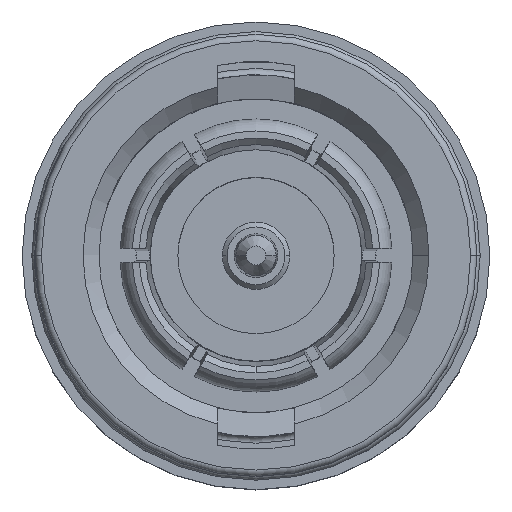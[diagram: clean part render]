
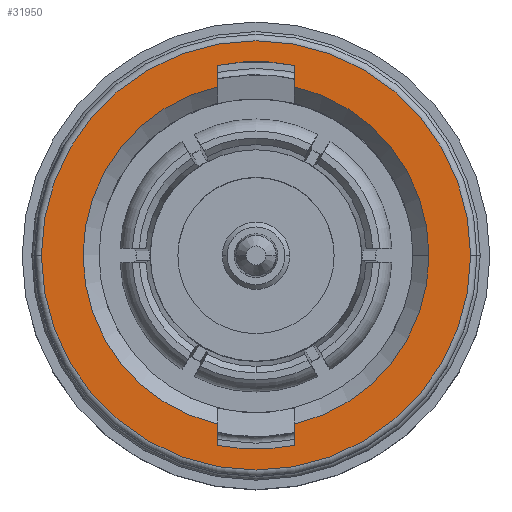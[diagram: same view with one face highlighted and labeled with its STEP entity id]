
A CAD part, top view. The second image highlights one B-rep face of the part: STEP entity #31950.
In plain terms, the highlighted planar face has unit normal (0, 0, 1).
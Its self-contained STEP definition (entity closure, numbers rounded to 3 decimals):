
#1251 = VERTEX_POINT ( 'NONE', #4824 ) ;
#1261 = VERTEX_POINT ( 'NONE', #4834 ) ;
#1325 = VERTEX_POINT ( 'NONE', #4898 ) ;
#1605 = CARTESIAN_POINT ( 'NONE',  ( 0., 0., 1.3 ) ) ;
#1606 = DIRECTION ( 'NONE',  ( 0., 0., 1. ) ) ;
#1607 = DIRECTION ( 'NONE',  ( 1., 0., 0. ) ) ;
#2043 = CIRCLE ( 'NONE', #2055, 5.4 ) ;
#2055 = AXIS2_PLACEMENT_3D ( 'NONE', #1605, #1606, #1607 ) ;
#4824 = CARTESIAN_POINT ( 'NONE',  ( 1.2, -5.265, 1.3 ) ) ;
#4834 = CARTESIAN_POINT ( 'NONE',  ( -1.2, 5.265, 1.3 ) ) ;
#4898 = CARTESIAN_POINT ( 'NONE',  ( -1.2, -5.93, 1.3 ) ) ;
#5058 = CIRCLE ( 'NONE', #5060, 6.7 ) ;
#5060 = AXIS2_PLACEMENT_3D ( 'NONE', #19394, #19395, #19396 ) ;
#5155 = CARTESIAN_POINT ( 'NONE',  ( 6.7, 0., 1.3 ) ) ;
#5157 = CARTESIAN_POINT ( 'NONE',  ( -6.7, 0., 1.3 ) ) ;
#5293 = CARTESIAN_POINT ( 'NONE',  ( 5.4, 0., 1.3 ) ) ;
#5295 = CARTESIAN_POINT ( 'NONE',  ( 1.2, 5.265, 1.3 ) ) ;
#8665 = EDGE_LOOP ( 'NONE', ( #27372, #27376 ) ) ;
#8702 = EDGE_LOOP ( 'NONE', ( #27373, #27379, #27377, #27381, #27383, #27244, #27385, #27250, #27253 ) ) ;
#8795 = VERTEX_POINT ( 'NONE', #5155 ) ;
#8796 = VERTEX_POINT ( 'NONE', #5157 ) ;
#8886 = VERTEX_POINT ( 'NONE', #5293 ) ;
#8887 = VERTEX_POINT ( 'NONE', #5295 ) ;
#9922 = CARTESIAN_POINT ( 'NONE',  ( -1.2, 5.93, 1.3 ) ) ;
#11164 = LINE ( 'NONE', #12597, #32386 ) ;
#11165 = LINE ( 'NONE', #12602, #32388 ) ;
#11166 = LINE ( 'NONE', #12607, #32392 ) ;
#11167 = LINE ( 'NONE', #12612, #32395 ) ;
#11585 = CARTESIAN_POINT ( 'NONE',  ( -1.2, -5.265, 1.3 ) ) ;
#11593 = CARTESIAN_POINT ( 'NONE',  ( 1.2, -5.93, 1.3 ) ) ;
#11595 = CARTESIAN_POINT ( 'NONE',  ( 1.2, 5.93, 1.3 ) ) ;
#12594 = CARTESIAN_POINT ( 'NONE',  ( 0., 0., 1.3 ) ) ;
#12595 = DIRECTION ( 'NONE',  ( 0., 0., 1. ) ) ;
#12596 = DIRECTION ( 'NONE',  ( 1., 0., 0. ) ) ;
#12597 = CARTESIAN_POINT ( 'NONE',  ( -1.2, 4.751, 1.3 ) ) ;
#12598 = DIRECTION ( 'NONE',  ( 0., -1., 0. ) ) ;
#12599 = CARTESIAN_POINT ( 'NONE',  ( 0., 0., 1.3 ) ) ;
#12600 = DIRECTION ( 'NONE',  ( 0., 0., 1. ) ) ;
#12601 = DIRECTION ( 'NONE',  ( 1., 0., 0. ) ) ;
#12602 = CARTESIAN_POINT ( 'NONE',  ( -1.2, -4.751, 1.3 ) ) ;
#12603 = DIRECTION ( 'NONE',  ( 0., -1., 0. ) ) ;
#12604 = CARTESIAN_POINT ( 'NONE',  ( 0., 0., 1.3 ) ) ;
#12605 = DIRECTION ( 'NONE',  ( 0., 0., 1. ) ) ;
#12606 = DIRECTION ( 'NONE',  ( -1., 0., 0. ) ) ;
#12607 = CARTESIAN_POINT ( 'NONE',  ( 1.2, -4.751, 1.3 ) ) ;
#12608 = DIRECTION ( 'NONE',  ( 0., 1., 0. ) ) ;
#12609 = CARTESIAN_POINT ( 'NONE',  ( 0., 0., 1.3 ) ) ;
#12610 = DIRECTION ( 'NONE',  ( 0., 0., 1. ) ) ;
#12611 = DIRECTION ( 'NONE',  ( -1., 0., 0. ) ) ;
#12612 = CARTESIAN_POINT ( 'NONE',  ( 1.2, 4.751, 1.3 ) ) ;
#12613 = DIRECTION ( 'NONE',  ( 0., 1., 0. ) ) ;
#12621 = CARTESIAN_POINT ( 'NONE',  ( 0., 0., 1.3 ) ) ;
#12622 = DIRECTION ( 'NONE',  ( 0., 0., 1. ) ) ;
#12623 = DIRECTION ( 'NONE',  ( 1., 0., 0. ) ) ;
#17503 = AXIS2_PLACEMENT_3D ( 'NONE', #25120, #25121, #25122 ) ;
#19394 = CARTESIAN_POINT ( 'NONE',  ( 0., 0., 1.3 ) ) ;
#19395 = DIRECTION ( 'NONE',  ( 0., 0., 1. ) ) ;
#19396 = DIRECTION ( 'NONE',  ( -1., 0., 0. ) ) ;
#20980 = VERTEX_POINT ( 'NONE', #9922 ) ;
#21316 = FACE_OUTER_BOUND ( 'NONE', #8665, .T. ) ;
#21317 = FACE_BOUND ( 'NONE', #8702, .T. ) ;
#25119 = PLANE ( 'NONE',  #17503 ) ;
#25120 = CARTESIAN_POINT ( 'NONE',  ( 0., 0., 1.3 ) ) ;
#25121 = DIRECTION ( 'NONE',  ( 0., 0., -1. ) ) ;
#25122 = DIRECTION ( 'NONE',  ( -1., 0., 0. ) ) ;
#27087 = VERTEX_POINT ( 'NONE', #11585 ) ;
#27116 = VERTEX_POINT ( 'NONE', #11593 ) ;
#27120 = VERTEX_POINT ( 'NONE', #11595 ) ;
#27244 = ORIENTED_EDGE ( 'NONE', *, *, #28271, .F. ) ;
#27250 = ORIENTED_EDGE ( 'NONE', *, *, #28269, .F. ) ;
#27253 = ORIENTED_EDGE ( 'NONE', *, *, #28270, .F. ) ;
#27372 = ORIENTED_EDGE ( 'NONE', *, *, #28275, .T. ) ;
#27373 = ORIENTED_EDGE ( 'NONE', *, *, #28273, .F. ) ;
#27376 = ORIENTED_EDGE ( 'NONE', *, *, #31191, .T. ) ;
#27377 = ORIENTED_EDGE ( 'NONE', *, *, #30631, .F. ) ;
#27379 = ORIENTED_EDGE ( 'NONE', *, *, #28276, .F. ) ;
#27381 = ORIENTED_EDGE ( 'NONE', *, *, #28278, .F. ) ;
#27383 = ORIENTED_EDGE ( 'NONE', *, *, #28274, .F. ) ;
#27385 = ORIENTED_EDGE ( 'NONE', *, *, #28272, .F. ) ;
#28269 = EDGE_CURVE ( 'NONE', #1261, #27087, #32373, .T. ) ;
#28270 = EDGE_CURVE ( 'NONE', #20980, #1261, #11164, .T. ) ;
#28271 = EDGE_CURVE ( 'NONE', #1325, #27116, #32385, .T. ) ;
#28272 = EDGE_CURVE ( 'NONE', #27087, #1325, #11165, .T. ) ;
#28273 = EDGE_CURVE ( 'NONE', #27120, #20980, #32381, .T. ) ;
#28274 = EDGE_CURVE ( 'NONE', #27116, #1251, #11166, .T. ) ;
#28275 = EDGE_CURVE ( 'NONE', #8796, #8795, #32390, .T. ) ;
#28276 = EDGE_CURVE ( 'NONE', #8887, #27120, #11167, .T. ) ;
#28278 = EDGE_CURVE ( 'NONE', #1251, #8886, #32384, .T. ) ;
#30631 = EDGE_CURVE ( 'NONE', #8886, #8887, #2043, .T. ) ;
#31191 = EDGE_CURVE ( 'NONE', #8795, #8796, #5058, .T. ) ;
#31950 = ADVANCED_FACE ( 'NONE', ( #21316, #21317 ), #25119, .F. ) ;
#32373 = CIRCLE ( 'NONE', #32383, 5.4 ) ;
#32381 = CIRCLE ( 'NONE', #32389, 6.05 ) ;
#32383 = AXIS2_PLACEMENT_3D ( 'NONE', #12594, #12595, #12596 ) ;
#32384 = CIRCLE ( 'NONE', #32396, 5.4 ) ;
#32385 = CIRCLE ( 'NONE', #32387, 6.05 ) ;
#32386 = VECTOR ( 'NONE', #12598, 1000. ) ;
#32387 = AXIS2_PLACEMENT_3D ( 'NONE', #12599, #12600, #12601 ) ;
#32388 = VECTOR ( 'NONE', #12603, 1000. ) ;
#32389 = AXIS2_PLACEMENT_3D ( 'NONE', #12604, #12605, #12606 ) ;
#32390 = CIRCLE ( 'NONE', #32393, 6.7 ) ;
#32392 = VECTOR ( 'NONE', #12608, 1000. ) ;
#32393 = AXIS2_PLACEMENT_3D ( 'NONE', #12609, #12610, #12611 ) ;
#32395 = VECTOR ( 'NONE', #12613, 1000. ) ;
#32396 = AXIS2_PLACEMENT_3D ( 'NONE', #12621, #12622, #12623 ) ;
